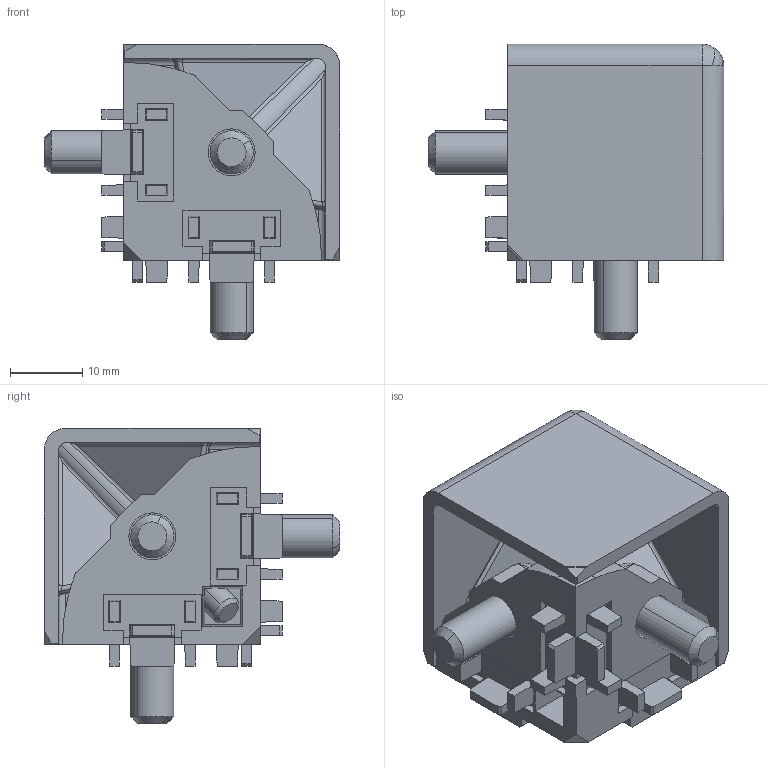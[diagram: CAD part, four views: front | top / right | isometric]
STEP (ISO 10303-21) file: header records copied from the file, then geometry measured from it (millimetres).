
FILE_DESCRIPTION (( 'STEP AP214' ), '1' );
FILE_NAME ('FIXE06E1972-Kit raccord d''angle 6 30x30x30.step', '2023-03-24T10:00:22', ( 'Altae' ), ( '' ), 'SwSTEP 2.0', 'SolidWorks 2021', '' );
FILE_SCHEMA (( 'AUTOMOTIVE_DESIGN' ));
Length unit declared in the file: millimetre
Products named in the file (1): FIXE06E1972-Kit raccord d''angle 6 30x30x30
Bounding box: 41 x 41 x 41 mm (x, y, z)
Volume: 14374.1 mm3; surface area: 12698.2 mm2
Topology: 5 solids, 5 shells, 323 faces, 834 edges, 543 vertices
Faces by surface type: plane 230, cylinder 53, bspline 26, cone 8, torus 6
Entity records: 14610 total; most frequent: CARTESIAN_POINT 3321, ORIENTED_EDGE 1664, DIRECTION 1436, EDGE_CURVE 832, LINE 616, VECTOR 616, VERTEX_POINT 543, AXIS2_PLACEMENT_3D 410
